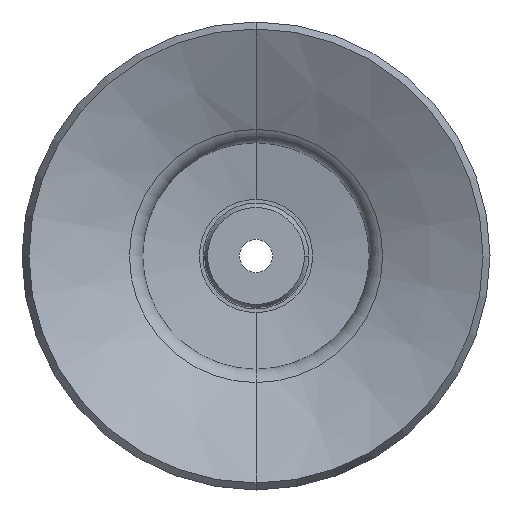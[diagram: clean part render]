
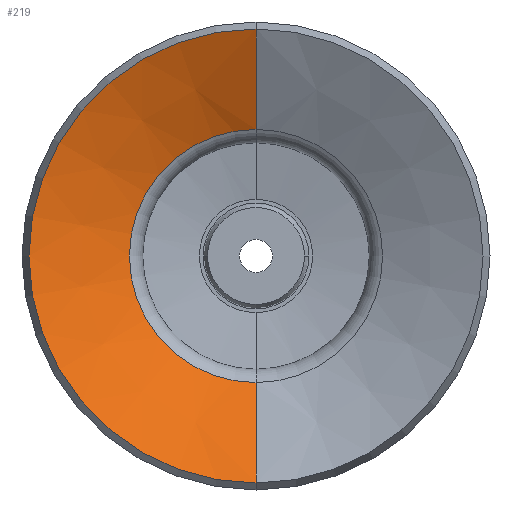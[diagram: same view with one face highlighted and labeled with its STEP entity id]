
A CAD part, front view. The second image highlights one B-rep face of the part: STEP entity #219.
In plain terms, the highlighted conical face has half-angle 63.962 degrees and reference radius 16.767 mm.
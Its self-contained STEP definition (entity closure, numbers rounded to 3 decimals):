
#219=ADVANCED_FACE('',(#537),#538,.F.);
#537=FACE_OUTER_BOUND('',#971,.T.);
#538=CONICAL_SURFACE('',#972,16.767,1.116);
#971=EDGE_LOOP('',(#5249,#5250,#5251,#5252));
#972=AXIS2_PLACEMENT_3D('',#5253,#5254,#5255);
#5249=ORIENTED_EDGE('',*,*,#6164,.T.);
#5250=ORIENTED_EDGE('',*,*,#6224,.T.);
#5251=ORIENTED_EDGE('',*,*,#6225,.F.);
#5252=ORIENTED_EDGE('',*,*,#6226,.F.);
#5253=CARTESIAN_POINT('',(0.0,-48.497,0.0));
#5254=DIRECTION('',(0.0,-1.0,-0.0));
#5255=DIRECTION('',(0.0,0.0,-1.0));
#6164=EDGE_CURVE('',#6627,#6631,#6633,.T.);
#6224=EDGE_CURVE('',#6631,#6715,#6716,.T.);
#6225=EDGE_CURVE('',#6717,#6715,#6718,.T.);
#6226=EDGE_CURVE('',#6627,#6717,#6719,.T.);
#6627=VERTEX_POINT('',#7258);
#6631=VERTEX_POINT('',#7262);
#6633=CIRCLE('',#7264,16.767);
#6715=VERTEX_POINT('',#7361);
#6716=LINE('',#7362,#7363);
#6717=VERTEX_POINT('',#7364);
#6718=CIRCLE('',#7365,30.078);
#6719=LINE('',#7366,#7367);
#7258=CARTESIAN_POINT('',(0.0,-48.497,-16.767));
#7262=CARTESIAN_POINT('',(0.,-48.497,16.767));
#7264=AXIS2_PLACEMENT_3D('',#9594,#9595,#9596);
#7361=CARTESIAN_POINT('',(0.0,-55.0,30.078));
#7362=CARTESIAN_POINT('',(0.,-48.497,16.767));
#7363=VECTOR('',#9702,1000.0);
#7364=CARTESIAN_POINT('',(0.,-55.0,-30.078));
#7365=AXIS2_PLACEMENT_3D('',#9703,#9704,#9705);
#7366=CARTESIAN_POINT('',(0.0,-48.497,-16.767));
#7367=VECTOR('',#9706,1000.0);
#9594=CARTESIAN_POINT('',(0.0,-48.497,0.0));
#9595=DIRECTION('',(0.0,1.0,0.0));
#9596=DIRECTION('',(0.0,0.0,1.0));
#9702=DIRECTION('',(0.,-0.439,0.899));
#9703=CARTESIAN_POINT('',(0.0,-55.0,0.0));
#9704=DIRECTION('',(0.0,1.0,0.0));
#9705=DIRECTION('',(0.0,0.0,1.0));
#9706=DIRECTION('',(0.0,-0.439,-0.899));
